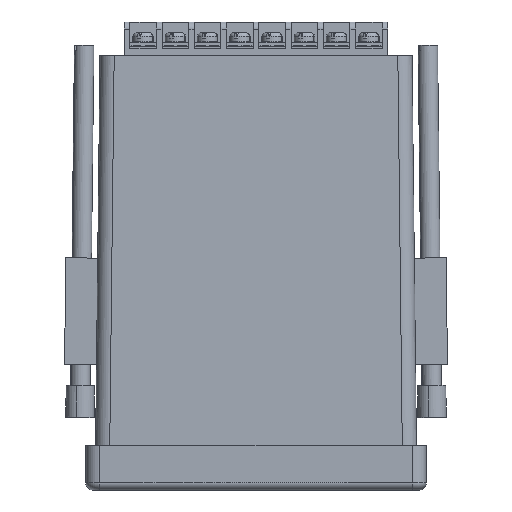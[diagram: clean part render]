
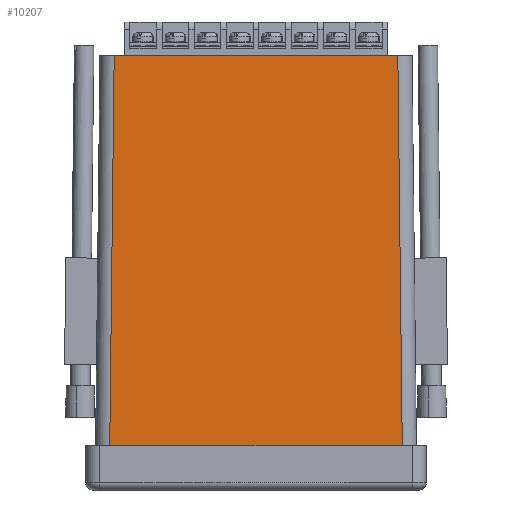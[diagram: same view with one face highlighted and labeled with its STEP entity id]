
A CAD part, front view. The second image highlights one B-rep face of the part: STEP entity #10207.
In plain terms, the highlighted planar face has unit normal (0, -1, 0.011).
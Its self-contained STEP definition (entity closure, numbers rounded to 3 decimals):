
#804 = VECTOR ( 'NONE', #10283, 1000. ) ;
#897 = VERTEX_POINT ( 'NONE', #2666 ) ;
#1471 = LINE ( 'NONE', #21309, #6857 ) ;
#2287 = PLANE ( 'NONE',  #17536 ) ;
#2666 = CARTESIAN_POINT ( 'NONE',  ( -40., -44., 0. ) ) ;
#4496 = EDGE_LOOP ( 'NONE', ( #29846, #11282, #29111, #16062 ) ) ;
#4798 = VERTEX_POINT ( 'NONE', #22385 ) ;
#6209 = VERTEX_POINT ( 'NONE', #27982 ) ;
#6857 = VECTOR ( 'NONE', #18698, 1000. ) ;
#10207 = ADVANCED_FACE ( 'NONE', ( #15570 ), #2287, .T. ) ;
#10283 = DIRECTION ( 'NONE',  ( -0.011, 0.011, 1. ) ) ;
#10515 = CARTESIAN_POINT ( 'NONE',  ( 39.989, -43.989, 0.954 ) ) ;
#11086 = VERTEX_POINT ( 'NONE', #18104 ) ;
#11230 = EDGE_CURVE ( 'NONE', #11086, #4798, #15921, .T. ) ;
#11282 = ORIENTED_EDGE ( 'NONE', *, *, #11230, .T. ) ;
#11451 = VECTOR ( 'NONE', #24461, 1000. ) ;
#11686 = EDGE_CURVE ( 'NONE', #897, #6209, #16737, .T. ) ;
#13057 = VECTOR ( 'NONE', #19794, 1000. ) ;
#15570 = FACE_OUTER_BOUND ( 'NONE', #4496, .T. ) ;
#15921 = LINE ( 'NONE', #10515, #804 ) ;
#16062 = ORIENTED_EDGE ( 'NONE', *, *, #11686, .T. ) ;
#16257 = CARTESIAN_POINT ( 'NONE',  ( -40.001, -44.001, -0.045 ) ) ;
#16737 = LINE ( 'NONE', #16257, #11451 ) ;
#17536 = AXIS2_PLACEMENT_3D ( 'NONE', #27714, #19405, #33448 ) ;
#18104 = CARTESIAN_POINT ( 'NONE',  ( 41.25, -45.25, -110. ) ) ;
#18392 = EDGE_CURVE ( 'NONE', #6209, #11086, #25043, .T. ) ;
#18698 = DIRECTION ( 'NONE',  ( 1., 0., 0. ) ) ;
#19405 = DIRECTION ( 'NONE',  ( 0., -1., 0.011 ) ) ;
#19794 = DIRECTION ( 'NONE',  ( 1., 0., 0. ) ) ;
#21309 = CARTESIAN_POINT ( 'NONE',  ( -44., -44., 0. ) ) ;
#22385 = CARTESIAN_POINT ( 'NONE',  ( 40., -44., 0. ) ) ;
#23890 = EDGE_CURVE ( 'NONE', #897, #4798, #1471, .T. ) ;
#24461 = DIRECTION ( 'NONE',  ( -0.011, -0.011, -1. ) ) ;
#25043 = LINE ( 'NONE', #33575, #13057 ) ;
#27714 = CARTESIAN_POINT ( 'NONE',  ( -44., -44., 0. ) ) ;
#27982 = CARTESIAN_POINT ( 'NONE',  ( -41.25, -45.25, -110. ) ) ;
#29111 = ORIENTED_EDGE ( 'NONE', *, *, #23890, .F. ) ;
#29846 = ORIENTED_EDGE ( 'NONE', *, *, #18392, .T. ) ;
#33448 = DIRECTION ( 'NONE',  ( 0., -0.011, -1. ) ) ;
#33575 = CARTESIAN_POINT ( 'NONE',  ( -44., -45.25, -110. ) ) ;
